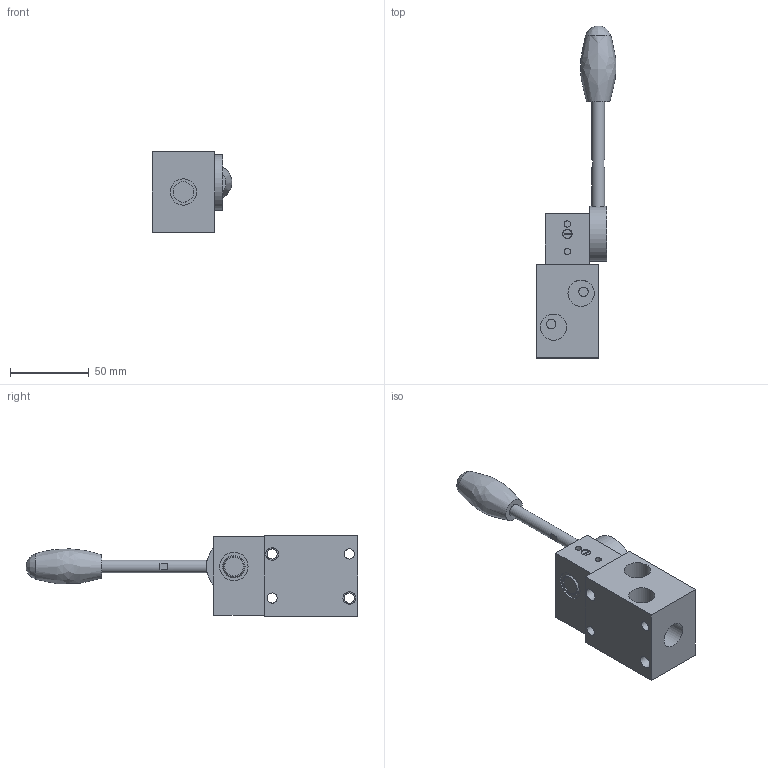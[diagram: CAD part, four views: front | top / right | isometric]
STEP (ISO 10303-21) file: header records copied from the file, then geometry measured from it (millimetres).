
FILE_DESCRIPTION( ( 'STEP AP214' ), '1' );
FILE_NAME( 'RØR DIRECTIONAL VALVE SG1.stp', '2019-09-17T09:09:19', ( '' ), ( '' ), ' ', 'PARTsolutions', ' ' );
FILE_SCHEMA( ( 'AUTOMOTIVE_DESIGN { 1 0 10303 214 1 1 1 1 }' ) );
Length unit declared in the file: millimetre
Products named in the file (6): 31841183 HAWE SG 1 . ; _HAWE SG 1 . ; _HAWE Hebelgehaeuse 6380 050/1; _HAWE ZylSc DIN4762 M5x30; _HAWE Hebelnabe 6380 032; _HAWE Hebelstange 6380 009
Assembly tree (8 placements, depth 2):
  31841183 HAWE SG 1 . 
    _HAWE SG 1 . 
    _HAWE Hebelgehaeuse 6380 050/1
    _HAWE ZylSc DIN4762 M5x30  x4
    _HAWE Hebelnabe 6380 032
    _HAWE Hebelstange 6380 009
Bounding box: 50.53 x 210.75 x 51 mm (x, y, z)
Volume: 158950.1 mm3; surface area: 47518.1 mm2
Topology: 8 solids, 8 shells, 176 faces, 380 edges, 259 vertices
Faces by surface type: plane 105, cylinder 67, cone 2, bspline 2
Full cylindrical faces by diameter (mm): 4 x6, 5 x8, 5.3 x4, 5.5 x1, 5.7 x1, 6 x4, 6.5 x4, 7 x1, 8 x9, 8.5 x4, 8.8 x4, 12 x1, 13 x1, 16.66 x4, 17.5 x1, 18 x1, 18.3 x1, 20.1 x1, 20.3 x1, 24.5 x1, 35 x1
Entity records: 5006 total; most frequent: CARTESIAN_POINT 961, DIRECTION 624, ORIENTED_EDGE 416, AXIS2_PLACEMENT_3D 278, EDGE_LOOP 276, EDGE_CURVE 208, FACE_OUTER_BOUND 194, VERTEX_POINT 177
